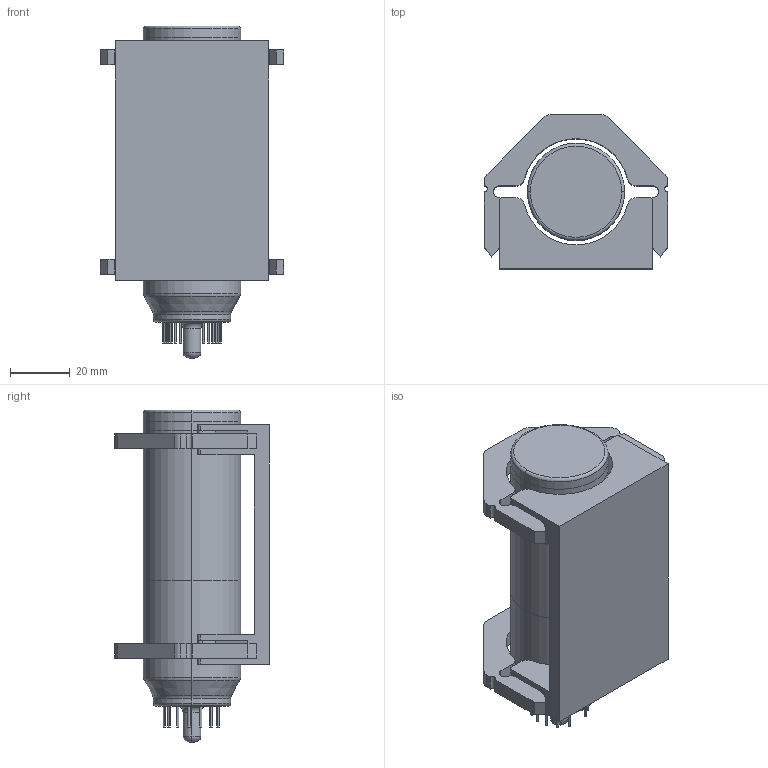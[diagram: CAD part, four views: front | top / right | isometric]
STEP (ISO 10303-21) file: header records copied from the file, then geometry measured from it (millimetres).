
FILE_DESCRIPTION (( 'STEP AP214' ), '1' );
FILE_NAME ('prototyping_mount_assy.STEP', '2021-05-22T04:14:28', ( '' ), ( '' ), 'SwSTEP 2.0', 'SolidWorks 2020', '' );
FILE_SCHEMA (( 'AUTOMOTIVE_DESIGN' ));
Length unit declared in the file: millimetre
Products named in the file (4): tube_mount_base; prototyping_mount_assy; 3lo1i_crt_tube; tube_mount_clip
Assembly tree (4 placements, depth 2):
  prototyping_mount_assy
    tube_mount_base
    3lo1i_crt_tube
    tube_mount_clip  x2
Bounding box: 61.27 x 51.5 x 111 mm (x, y, z)
Volume: 119740.2 mm3; surface area: 30809.2 mm2
Topology: 4 solids, 4 shells, 193 faces, 488 edges, 318 vertices
Faces by surface type: cylinder 96, plane 83, torus 12, cone 2
Entity records: 5346 total; most frequent: DIRECTION 883, CARTESIAN_POINT 794, ORIENTED_EDGE 766, EDGE_CURVE 383, AXIS2_PLACEMENT_3D 337, VERTEX_POINT 248, LINE 209, VECTOR 209
